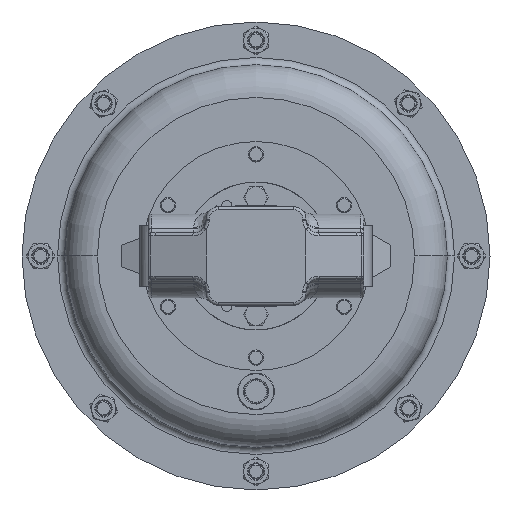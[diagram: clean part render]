
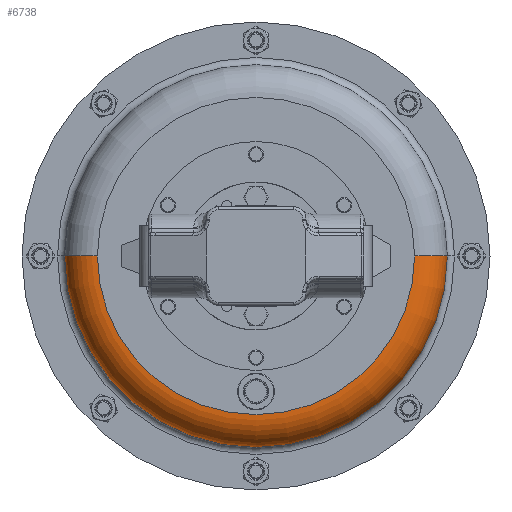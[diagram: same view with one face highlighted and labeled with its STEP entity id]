
A CAD part, front view. The second image highlights one B-rep face of the part: STEP entity #6738.
In plain terms, the highlighted toroidal (fillet/blend) face has major radius 81.763 mm and minor radius 16.866 mm.
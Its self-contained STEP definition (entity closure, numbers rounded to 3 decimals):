
#489 = EDGE_CURVE ( 'NONE', #10128, #13813, #66009, .T. ) ;
#3446 = DIRECTION ( 'NONE',  ( 1., 0., 0. ) ) ;
#4834 = ORIENTED_EDGE ( 'NONE', *, *, #40469, .F. ) ;
#6738 = ADVANCED_FACE ( 'NONE', ( #45451 ), #69853, .T. ) ;
#10128 = VERTEX_POINT ( 'NONE', #65350 ) ;
#11274 = CARTESIAN_POINT ( 'NONE',  ( 0., 237.896, 0. ) ) ;
#11467 = CARTESIAN_POINT ( 'NONE',  ( 98.628, 237.896, 0. ) ) ;
#12559 = CARTESIAN_POINT ( 'NONE',  ( -81.763, 237.896, 0. ) ) ;
#13813 = VERTEX_POINT ( 'NONE', #88796 ) ;
#14792 = CARTESIAN_POINT ( 'NONE',  ( 0., 237.896, 0. ) ) ;
#18545 = VERTEX_POINT ( 'NONE', #85462 ) ;
#22952 = ORIENTED_EDGE ( 'NONE', *, *, #62775, .T. ) ;
#23582 = EDGE_LOOP ( 'NONE', ( #22952, #69335, #87770, #4834 ) ) ;
#29059 = VERTEX_POINT ( 'NONE', #11467 ) ;
#29688 = CIRCLE ( 'NONE', #88644, 81.763 ) ;
#30072 = AXIS2_PLACEMENT_3D ( 'NONE', #11274, #59247, #3446 ) ;
#30668 = AXIS2_PLACEMENT_3D ( 'NONE', #60612, #31560, #59678 ) ;
#31560 = DIRECTION ( 'NONE',  ( 0., 0., 1. ) ) ;
#35998 = DIRECTION ( 'NONE',  ( 1., 0., 0. ) ) ;
#39482 = AXIS2_PLACEMENT_3D ( 'NONE', #12559, #71002, #89582 ) ;
#40469 = EDGE_CURVE ( 'NONE', #18545, #29059, #52780, .T. ) ;
#45451 = FACE_OUTER_BOUND ( 'NONE', #23582, .T. ) ;
#52780 = CIRCLE ( 'NONE', #30668, 16.866 ) ;
#57595 = CARTESIAN_POINT ( 'NONE',  ( 0., 221.031, 0. ) ) ;
#59247 = DIRECTION ( 'NONE',  ( 0., 1., 0. ) ) ;
#59678 = DIRECTION ( 'NONE',  ( 1., 0., 0. ) ) ;
#60612 = CARTESIAN_POINT ( 'NONE',  ( 81.763, 237.896, 0. ) ) ;
#62775 = EDGE_CURVE ( 'NONE', #18545, #10128, #29688, .T. ) ;
#62792 = AXIS2_PLACEMENT_3D ( 'NONE', #14792, #71043, #35998 ) ;
#65014 = DIRECTION ( 'NONE',  ( 0., 1., 0. ) ) ;
#65350 = CARTESIAN_POINT ( 'NONE',  ( -81.763, 221.031, 0. ) ) ;
#66009 = CIRCLE ( 'NONE', #39482, 16.866 ) ;
#69335 = ORIENTED_EDGE ( 'NONE', *, *, #489, .T. ) ;
#69853 = TOROIDAL_SURFACE ( 'NONE', #30072, 81.763, 16.866 ) ;
#71002 = DIRECTION ( 'NONE',  ( 0., 0., -1. ) ) ;
#71043 = DIRECTION ( 'NONE',  ( 0., 1., 0. ) ) ;
#73063 = CIRCLE ( 'NONE', #62792, 98.628 ) ;
#85462 = CARTESIAN_POINT ( 'NONE',  ( 81.763, 221.031, 0. ) ) ;
#87116 = DIRECTION ( 'NONE',  ( 1., 0., 0. ) ) ;
#87770 = ORIENTED_EDGE ( 'NONE', *, *, #90485, .F. ) ;
#88644 = AXIS2_PLACEMENT_3D ( 'NONE', #57595, #65014, #87116 ) ;
#88796 = CARTESIAN_POINT ( 'NONE',  ( -98.628, 237.896, 0. ) ) ;
#89582 = DIRECTION ( 'NONE',  ( 0., 1., 0. ) ) ;
#90485 = EDGE_CURVE ( 'NONE', #29059, #13813, #73063, .T. ) ;
